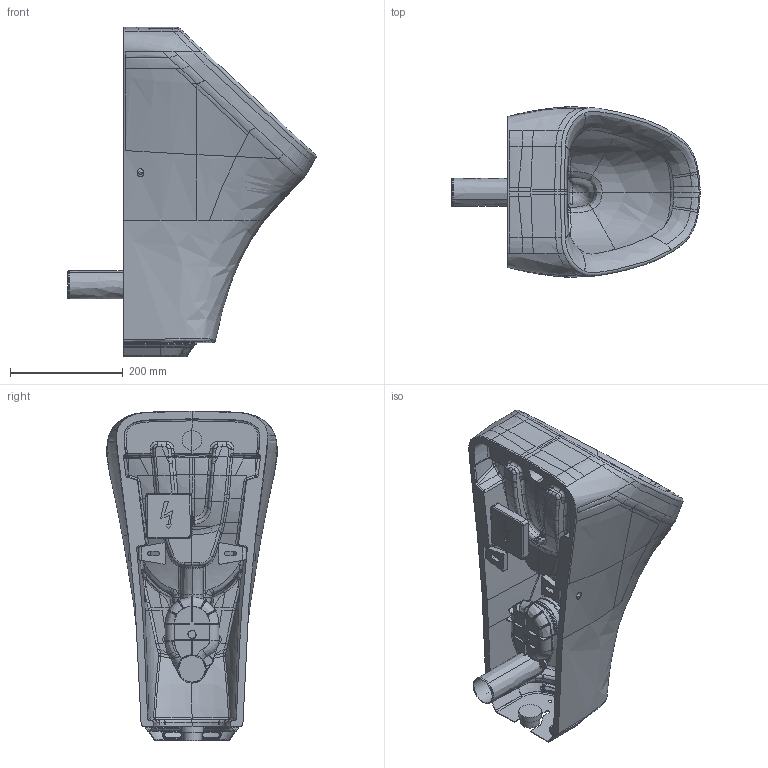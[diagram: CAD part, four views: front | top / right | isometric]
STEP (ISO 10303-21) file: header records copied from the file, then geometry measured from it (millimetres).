
FILE_DESCRIPTION((''),'2;1');
FILE_NAME('280431_1.stp','2014-11-04T11:14:47',('Administrator'),(''),'Autodesk Inventor 2011','Autodesk Inventor 2011','');
FILE_SCHEMA(('CONFIG_CONTROL_DESIGN'));
Length unit declared in the file: millimetre
Products named in the file (12): 280431_1; 280431; Utronic Steuerung Bgr; Utronic Regler; 00427; Utronic Steuerung; 00195; 00185; Gummi; UP Elektrodose; Urinal_Absaugesifon; Part1
Assembly tree (12 placements, depth 4):
  280431_1
    280431
    Utronic Steuerung Bgr
      Utronic Regler
        00427
      Utronic Steuerung
        00195
        00185
        Gummi
    UP Elektrodose
    Urinal_Absaugesifon
    Part1  x2
Bounding box: 439.86 x 302.18 x 584.66 mm (x, y, z)
Volume: 9680275.9 mm3; surface area: 1050656.8 mm2
Topology: 10 solids, 11 shells, 2332 faces, 6211 edges, 3896 vertices
Faces by surface type: bspline 1187, plane 813, cylinder 206, torus 68, cone 45, sphere 13
Full cylindrical faces by diameter (mm): 6 x2, 10 x2, 12 x2, 15.952 x1, 18 x2, 18.245 x1, 19.94 x1, 21.535 x1, 23.829 x2, 27 x1, 30 x1, 30.09 x1, 34.305 x1, 39.931 x1, 46.515 x1, 50 x1
Entity records: 293176 total; most frequent: CARTESIAN_POINT 243265, ORIENTED_EDGE 12120, DIRECTION 7235, EDGE_CURVE 6060, VERTEX_POINT 3842, VECTOR 2521, LINE 2521, EDGE_LOOP 2388
